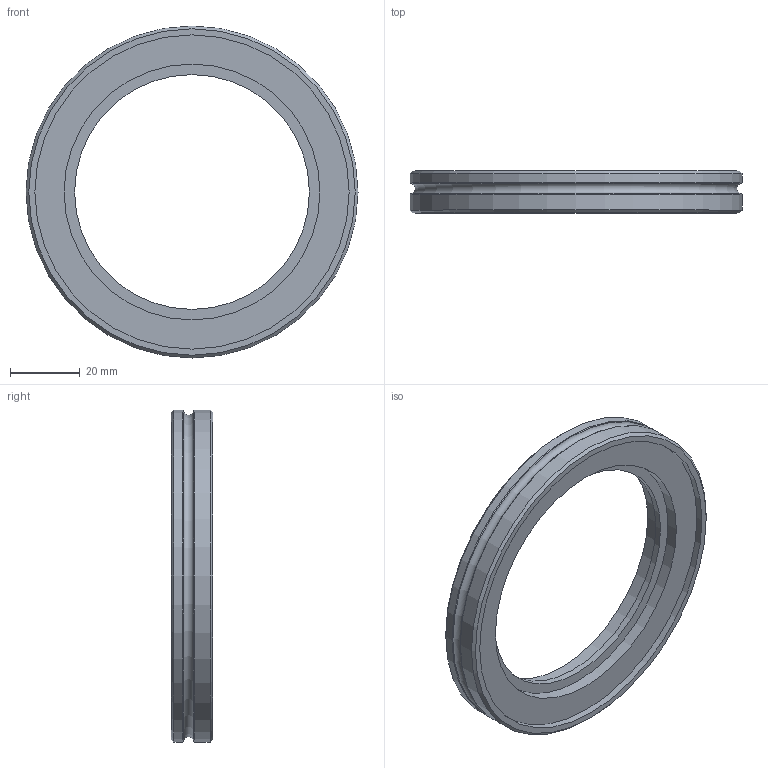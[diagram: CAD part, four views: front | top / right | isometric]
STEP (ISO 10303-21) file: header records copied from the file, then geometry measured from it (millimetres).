
FILE_DESCRIPTION (( 'STEP AP214' ), '1' );
FILE_NAME ('BS1ISOK6373 FULLVAC.STEP', '2024-05-21T15:00:16', ( '' ), ( '' ), 'SwSTEP 2.0', 'SolidWorks 2017', '' );
FILE_SCHEMA (( 'AUTOMOTIVE_DESIGN' ));
Length unit declared in the file: millimetre
Products named in the file (1): BS1ISOK6373 FULLVAC
Bounding box: 95 x 12 x 95 mm (x, y, z)
Volume: 31942 mm3; surface area: 13604.2 mm2
Topology: 1 solids, 1 shells, 16 faces, 28 edges, 17 vertices
Faces by surface type: cylinder 6, plane 5, torus 3, cone 2
Full cylindrical faces by diameter (mm): 67.2 x1, 70.1 x1, 73.2 x1, 89.9 x1, 95 x2
Entity records: 362 total; most frequent: DIRECTION 66, CARTESIAN_POINT 49, AXIS2_PLACEMENT_3D 33, ORIENTED_EDGE 32, EDGE_LOOP 32, FACE_OUTER_BOUND 25, VERTEX_POINT 16, CIRCLE 16
